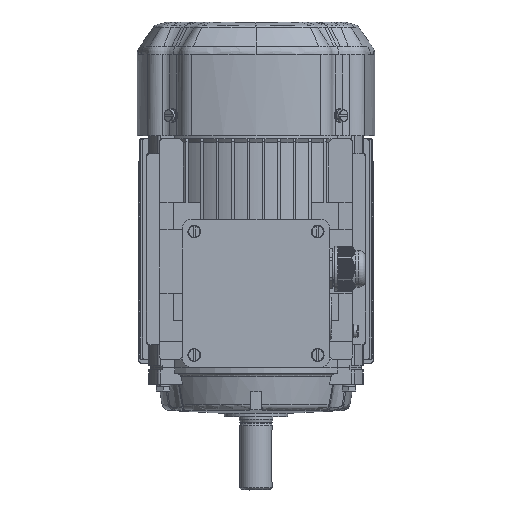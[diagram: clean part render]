
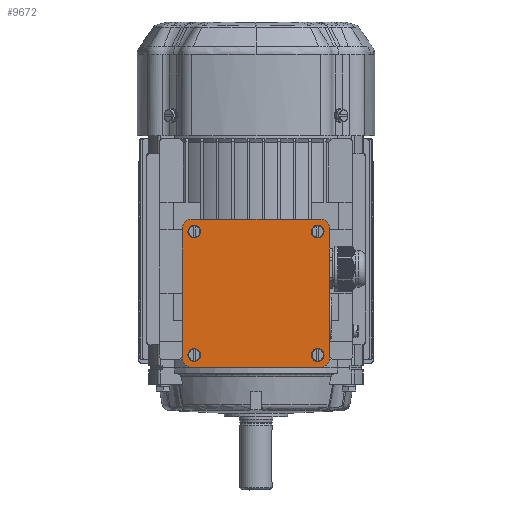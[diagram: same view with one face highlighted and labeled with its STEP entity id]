
A CAD part, front view. The second image highlights one B-rep face of the part: STEP entity #9672.
In plain terms, the highlighted planar face has unit normal (0, -1, 0).
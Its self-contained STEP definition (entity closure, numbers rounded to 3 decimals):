
#9672=ADVANCED_FACE('',(#25694,#25695,#25696,#25697,#25698),#13050,.T.);
#13050=PLANE('',#74783);
#16033=LINE('',#110599,#21364);
#16034=LINE('',#110603,#21365);
#16035=LINE('',#110607,#21366);
#16036=LINE('',#110611,#21367);
#21364=VECTOR('',#85088,1.);
#21365=VECTOR('',#85091,1.);
#21366=VECTOR('',#85094,1.);
#21367=VECTOR('',#85097,1.);
#25694=FACE_BOUND('',#28089,.T.);
#25695=FACE_BOUND('',#28090,.T.);
#25696=FACE_BOUND('',#28091,.T.);
#25697=FACE_BOUND('',#28092,.T.);
#25698=FACE_BOUND('',#28093,.T.);
#28089=EDGE_LOOP('',(#37802));
#28090=EDGE_LOOP('',(#37803));
#28091=EDGE_LOOP('',(#37804,#37805,#37806,#37807,#37808,#37809,#37810,#37811));
#28092=EDGE_LOOP('',(#37812));
#28093=EDGE_LOOP('',(#37813));
#37802=ORIENTED_EDGE('',*,*,#62467,.T.);
#37803=ORIENTED_EDGE('',*,*,#62468,.F.);
#37804=ORIENTED_EDGE('',*,*,#62469,.F.);
#37805=ORIENTED_EDGE('',*,*,#62470,.F.);
#37806=ORIENTED_EDGE('',*,*,#62471,.F.);
#37807=ORIENTED_EDGE('',*,*,#62472,.F.);
#37808=ORIENTED_EDGE('',*,*,#62473,.F.);
#37809=ORIENTED_EDGE('',*,*,#62474,.F.);
#37810=ORIENTED_EDGE('',*,*,#62475,.F.);
#37811=ORIENTED_EDGE('',*,*,#62476,.F.);
#37812=ORIENTED_EDGE('',*,*,#62477,.T.);
#37813=ORIENTED_EDGE('',*,*,#62478,.T.);
#54408=VERTEX_POINT('',#110593);
#54409=VERTEX_POINT('',#110595);
#54410=VERTEX_POINT('',#110597);
#54411=VERTEX_POINT('',#110598);
#54412=VERTEX_POINT('',#110600);
#54413=VERTEX_POINT('',#110602);
#54414=VERTEX_POINT('',#110604);
#54415=VERTEX_POINT('',#110606);
#54416=VERTEX_POINT('',#110608);
#54417=VERTEX_POINT('',#110610);
#54418=VERTEX_POINT('',#110613);
#54419=VERTEX_POINT('',#110615);
#62467=EDGE_CURVE('',#54408,#54408,#70748,.T.);
#62468=EDGE_CURVE('',#54409,#54409,#70749,.T.);
#62469=EDGE_CURVE('',#54410,#54411,#70750,.T.);
#62470=EDGE_CURVE('',#54412,#54410,#16033,.T.);
#62471=EDGE_CURVE('',#54413,#54412,#70751,.T.);
#62472=EDGE_CURVE('',#54414,#54413,#16034,.T.);
#62473=EDGE_CURVE('',#54415,#54414,#70752,.T.);
#62474=EDGE_CURVE('',#54416,#54415,#16035,.T.);
#62475=EDGE_CURVE('',#54417,#54416,#70753,.T.);
#62476=EDGE_CURVE('',#54411,#54417,#16036,.T.);
#62477=EDGE_CURVE('',#54418,#54418,#70754,.T.);
#62478=EDGE_CURVE('',#54419,#54419,#70755,.T.);
#70748=CIRCLE('',#74775,2.9);
#70749=CIRCLE('',#74776,2.9);
#70750=CIRCLE('',#74777,7.);
#70751=CIRCLE('',#74778,7.);
#70752=CIRCLE('',#74779,7.);
#70753=CIRCLE('',#74780,7.);
#70754=CIRCLE('',#74781,2.9);
#70755=CIRCLE('',#74782,2.9);
#74775=AXIS2_PLACEMENT_3D('',#110592,#85082,#85083);
#74776=AXIS2_PLACEMENT_3D('',#110594,#85084,#85085);
#74777=AXIS2_PLACEMENT_3D('',#110596,#85086,#85087);
#74778=AXIS2_PLACEMENT_3D('',#110601,#85089,#85090);
#74779=AXIS2_PLACEMENT_3D('',#110605,#85092,#85093);
#74780=AXIS2_PLACEMENT_3D('',#110609,#85095,#85096);
#74781=AXIS2_PLACEMENT_3D('',#110612,#85098,#85099);
#74782=AXIS2_PLACEMENT_3D('',#110614,#85100,#85101);
#74783=AXIS2_PLACEMENT_3D('',#110616,#85102,#85103);
#85082=DIRECTION('',(0.,1.,0.));
#85083=DIRECTION('',(-1.,0.,0.));
#85084=DIRECTION('',(0.,-1.,0.));
#85085=DIRECTION('',(-1.,0.,0.));
#85086=DIRECTION('',(0.,1.,0.));
#85087=DIRECTION('',(-1.,0.,0.));
#85088=DIRECTION('',(0.,0.,1.));
#85089=DIRECTION('',(0.,1.,0.));
#85090=DIRECTION('',(-1.,0.,0.));
#85091=DIRECTION('',(-1.,0.,0.));
#85092=DIRECTION('',(0.,1.,0.));
#85093=DIRECTION('',(-1.,0.,0.));
#85094=DIRECTION('',(0.,0.,-1.));
#85095=DIRECTION('',(0.,1.,0.));
#85096=DIRECTION('',(-1.,0.,0.));
#85097=DIRECTION('',(1.,0.,0.));
#85098=DIRECTION('',(0.,1.,0.));
#85099=DIRECTION('',(-1.,0.,0.));
#85100=DIRECTION('',(0.,1.,0.));
#85101=DIRECTION('',(-1.,0.,0.));
#85102=DIRECTION('',(0.,-1.,0.));
#85103=DIRECTION('',(-1.,0.,0.));
#110592=CARTESIAN_POINT('',(254.5,-140.5,100.5));
#110593=CARTESIAN_POINT('',(251.6,-140.5,100.5));
#110594=CARTESIAN_POINT('',(254.5,-140.5,9.5));
#110595=CARTESIAN_POINT('',(251.6,-140.5,9.5));
#110596=CARTESIAN_POINT('',(252.5,-140.5,102.5));
#110597=CARTESIAN_POINT('',(245.5,-140.5,102.5));
#110598=CARTESIAN_POINT('',(252.5,-140.5,109.5));
#110599=CARTESIAN_POINT('',(245.5,-140.5,55.));
#110600=CARTESIAN_POINT('',(245.5,-140.5,7.5));
#110601=CARTESIAN_POINT('',(252.5,-140.5,7.5));
#110602=CARTESIAN_POINT('',(252.5,-140.5,0.5));
#110603=CARTESIAN_POINT('',(300.,-140.5,0.5));
#110604=CARTESIAN_POINT('',(347.5,-140.5,0.5));
#110605=CARTESIAN_POINT('',(347.5,-140.5,7.5));
#110606=CARTESIAN_POINT('',(354.5,-140.5,7.5));
#110607=CARTESIAN_POINT('',(354.5,-140.5,55.));
#110608=CARTESIAN_POINT('',(354.5,-140.5,102.5));
#110609=CARTESIAN_POINT('',(347.5,-140.5,102.5));
#110610=CARTESIAN_POINT('',(347.5,-140.5,109.5));
#110611=CARTESIAN_POINT('',(300.,-140.5,109.5));
#110612=CARTESIAN_POINT('',(345.5,-140.5,100.5));
#110613=CARTESIAN_POINT('',(342.6,-140.5,100.5));
#110614=CARTESIAN_POINT('',(345.5,-140.5,9.5));
#110615=CARTESIAN_POINT('',(342.6,-140.5,9.5));
#110616=CARTESIAN_POINT('',(300.,-140.5,55.));
